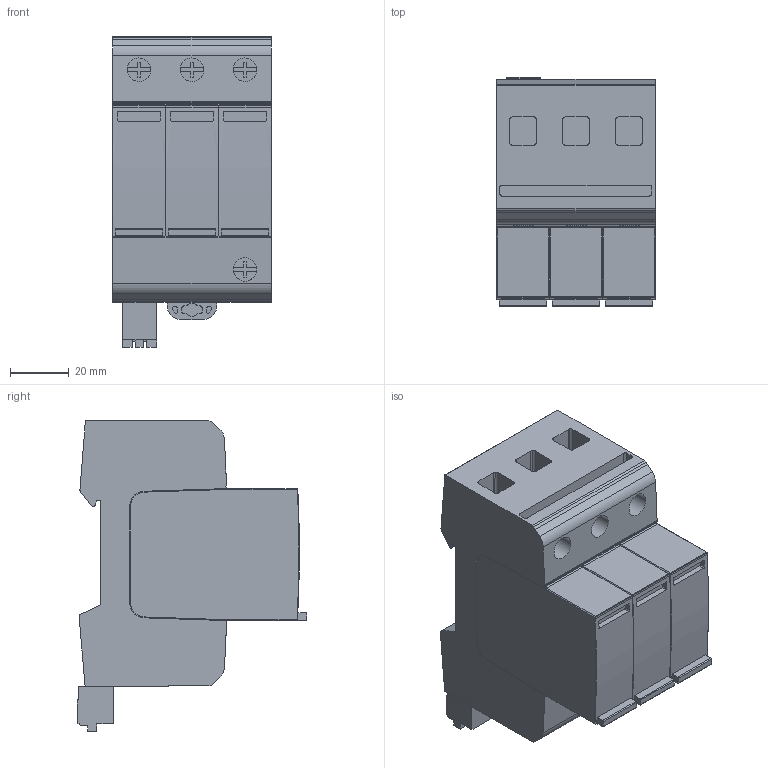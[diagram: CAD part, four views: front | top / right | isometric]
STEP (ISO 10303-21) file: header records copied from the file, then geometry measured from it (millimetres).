
FILE_DESCRIPTION((''),'2;1');
FILE_NAME('NWEGEN_CUSTOMER_2P1_3P0_T2_R','2022-09-12T15:40:03',('sebastjan.kamensek'),('Audax d.o.o.'),'CREO PARAMETRIC BY PTC INC, 2020281','CREO PARAMETRIC BY PTC INC, 2020281','');
FILE_SCHEMA(('AP242_MANAGED_MODEL_BASED_3D_ENGINEERING_MIM_LF { 1 0 10303 442 1 1 4 }'));
Length unit declared in the file: millimetre
Products named in the file (1): NWEGEN_CUSTOMER_2P1_3P0_T2_R
Bounding box: 54 x 77.85 x 105.62 mm (x, y, z)
Volume: 278922.1 mm3; surface area: 33390.1 mm2
Topology: 1 solids, 1 shells, 391 faces, 1124 edges, 751 vertices
Faces by surface type: plane 252, cylinder 93, extrusion 40, cone 6
Entity records: 14065 total; most frequent: CARTESIAN_POINT 3462, ORIENTED_EDGE 2248, DIRECTION 1951, EDGE_CURVE 1124, VECTOR 783, VERTEX_POINT 751, LINE 743, AXIS2_PLACEMENT_3D 584
